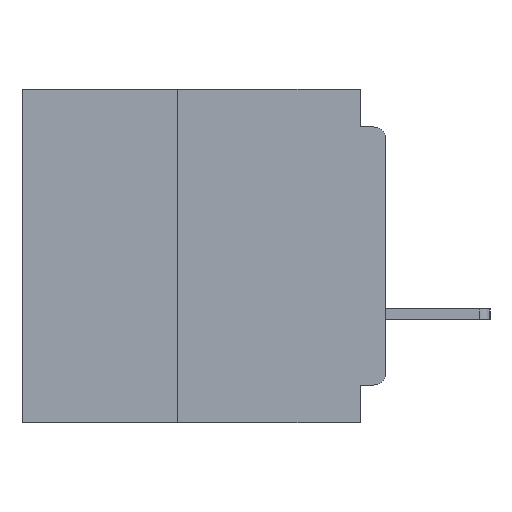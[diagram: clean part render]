
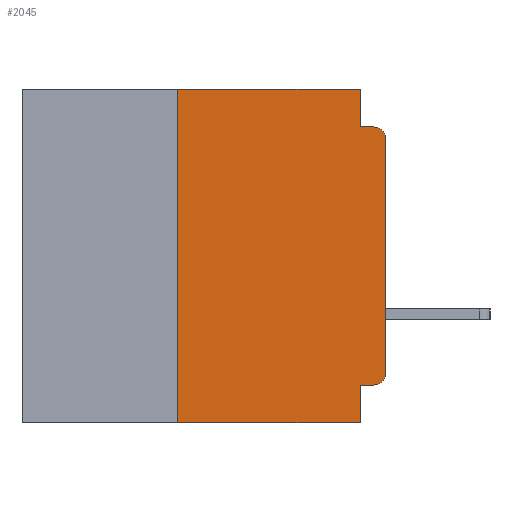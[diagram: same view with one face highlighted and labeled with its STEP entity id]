
A CAD part, left-side view. The second image highlights one B-rep face of the part: STEP entity #2045.
In plain terms, the highlighted planar face has unit normal (-1, 0, 0).
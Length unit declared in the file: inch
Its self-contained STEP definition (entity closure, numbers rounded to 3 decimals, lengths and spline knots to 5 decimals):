
#752 = CARTESIAN_POINT ( 'NONE',  ( 0., 0.437, 0. ) ) ;
#1265 = DIRECTION ( 'NONE',  ( 0., 0., -1. ) ) ;
#1328 = AXIS2_PLACEMENT_3D ( 'NONE', #15029, #13849, #13786 ) ;
#1557 = ORIENTED_EDGE ( 'NONE', *, *, #34143, .F. ) ;
#1894 = ORIENTED_EDGE ( 'NONE', *, *, #15432, .F. ) ;
#2045 = ADVANCED_FACE ( 'NONE', ( #43055 ), #13936, .F. ) ;
#2159 = LINE ( 'NONE', #752, #56601 ) ;
#5963 = VECTOR ( 'NONE', #56801, 39.37008 ) ;
#6035 = CARTESIAN_POINT ( 'NONE',  ( 0., 0.25, -0.4 ) ) ;
#6428 = VECTOR ( 'NONE', #35004, 39.37008 ) ;
#6585 = DIRECTION ( 'NONE',  ( 0., 0., 1. ) ) ;
#9864 = CARTESIAN_POINT ( 'NONE',  ( 0., 0.031, -0.4 ) ) ;
#9891 = CARTESIAN_POINT ( 'NONE',  ( 0., 0.015, -0.06 ) ) ;
#10613 = AXIS2_PLACEMENT_3D ( 'NONE', #9891, #45681, #15024 ) ;
#10982 = VERTEX_POINT ( 'NONE', #63394 ) ;
#11026 = CARTESIAN_POINT ( 'NONE',  ( 0., 0.015, -0.045 ) ) ;
#13786 = DIRECTION ( 'NONE',  ( 0., 0., -1. ) ) ;
#13849 = DIRECTION ( 'NONE',  ( 1., 0., 0. ) ) ;
#13936 = PLANE ( 'NONE',  #1328 ) ;
#14463 = CARTESIAN_POINT ( 'NONE',  ( 0., 0.031, 0. ) ) ;
#15024 = DIRECTION ( 'NONE',  ( 0., 0., -1. ) ) ;
#15029 = CARTESIAN_POINT ( 'NONE',  ( 0., 0.437, 0. ) ) ;
#15432 = EDGE_CURVE ( 'NONE', #27055, #62103, #24029, .T. ) ;
#17562 = DIRECTION ( 'NONE',  ( 0., 0., -1. ) ) ;
#21732 = VERTEX_POINT ( 'NONE', #29747 ) ;
#22692 = EDGE_CURVE ( 'NONE', #62103, #56563, #65002, .T. ) ;
#23742 = VERTEX_POINT ( 'NONE', #32594 ) ;
#24029 = LINE ( 'NONE', #34822, #51306 ) ;
#25216 = VERTEX_POINT ( 'NONE', #11026 ) ;
#25837 = DIRECTION ( 'NONE',  ( 0., -1., 0. ) ) ;
#27055 = VERTEX_POINT ( 'NONE', #52198 ) ;
#29747 = CARTESIAN_POINT ( 'NONE',  ( 0., 0.25, 0. ) ) ;
#31227 = CARTESIAN_POINT ( 'NONE',  ( 0., 0., -0.045 ) ) ;
#31385 = LINE ( 'NONE', #37615, #57039 ) ;
#31883 = DIRECTION ( 'NONE',  ( -1., 0., 0. ) ) ;
#32594 = CARTESIAN_POINT ( 'NONE',  ( 0., 0.031, 0. ) ) ;
#33089 = ORIENTED_EDGE ( 'NONE', *, *, #65106, .T. ) ;
#34143 = EDGE_CURVE ( 'NONE', #23742, #10982, #62378, .T. ) ;
#34822 = CARTESIAN_POINT ( 'NONE',  ( 0., 0., -0.355 ) ) ;
#35004 = DIRECTION ( 'NONE',  ( 0., 0., -1. ) ) ;
#35505 = EDGE_LOOP ( 'NONE', ( #47229, #33089, #46893, #1557, #62142, #40063, #49886, #62562, #1894, #65837 ) ) ;
#36090 = EDGE_CURVE ( 'NONE', #10982, #25216, #65334, .T. ) ;
#36511 = DIRECTION ( 'NONE',  ( 0., -1., 0. ) ) ;
#37615 = CARTESIAN_POINT ( 'NONE',  ( 0., 0.437, -0.4 ) ) ;
#38233 = VECTOR ( 'NONE', #25837, 39.37008 ) ;
#40063 = ORIENTED_EDGE ( 'NONE', *, *, #60833, .F. ) ;
#40650 = VERTEX_POINT ( 'NONE', #51857 ) ;
#40704 = EDGE_CURVE ( 'NONE', #27055, #51522, #48056, .T. ) ;
#42410 = VECTOR ( 'NONE', #6585, 39.37008 ) ;
#43055 = FACE_OUTER_BOUND ( 'NONE', #35505, .T. ) ;
#43092 = CARTESIAN_POINT ( 'NONE',  ( 0., 0.031, -0.4 ) ) ;
#44538 = CIRCLE ( 'NONE', #10613, 0.015 ) ;
#45681 = DIRECTION ( 'NONE',  ( -1., 0., 0. ) ) ;
#46780 = LINE ( 'NONE', #51665, #5963 ) ;
#46893 = ORIENTED_EDGE ( 'NONE', *, *, #36090, .F. ) ;
#47229 = ORIENTED_EDGE ( 'NONE', *, *, #48879, .T. ) ;
#47947 = DIRECTION ( 'NONE',  ( 0., -1., 0. ) ) ;
#48056 = CIRCLE ( 'NONE', #53080, 0.015 ) ;
#48879 = EDGE_CURVE ( 'NONE', #51522, #40650, #55975, .T. ) ;
#49886 = ORIENTED_EDGE ( 'NONE', *, *, #53352, .T. ) ;
#51306 = VECTOR ( 'NONE', #60501, 39.37008 ) ;
#51481 = CARTESIAN_POINT ( 'NONE',  ( 0., 0., -0.34 ) ) ;
#51522 = VERTEX_POINT ( 'NONE', #51481 ) ;
#51665 = CARTESIAN_POINT ( 'NONE',  ( 0., 0.25, -0.4 ) ) ;
#51857 = CARTESIAN_POINT ( 'NONE',  ( 0., 0., -0.06 ) ) ;
#52198 = CARTESIAN_POINT ( 'NONE',  ( 0., 0.015, -0.355 ) ) ;
#53080 = AXIS2_PLACEMENT_3D ( 'NONE', #62495, #31883, #1265 ) ;
#53352 = EDGE_CURVE ( 'NONE', #60875, #56563, #31385, .T. ) ;
#54085 = CARTESIAN_POINT ( 'NONE',  ( 0., 0.031, -0.355 ) ) ;
#55975 = LINE ( 'NONE', #57564, #42410 ) ;
#56563 = VERTEX_POINT ( 'NONE', #9864 ) ;
#56601 = VECTOR ( 'NONE', #36511, 39.37008 ) ;
#56801 = DIRECTION ( 'NONE',  ( 0., 0., 1. ) ) ;
#57039 = VECTOR ( 'NONE', #47947, 39.37008 ) ;
#57564 = CARTESIAN_POINT ( 'NONE',  ( 0., 0., 0. ) ) ;
#60501 = DIRECTION ( 'NONE',  ( 0., 1., 0. ) ) ;
#60833 = EDGE_CURVE ( 'NONE', #60875, #21732, #46780, .T. ) ;
#60875 = VERTEX_POINT ( 'NONE', #6035 ) ;
#62103 = VERTEX_POINT ( 'NONE', #54085 ) ;
#62142 = ORIENTED_EDGE ( 'NONE', *, *, #64715, .F. ) ;
#62378 = LINE ( 'NONE', #14463, #6428 ) ;
#62495 = CARTESIAN_POINT ( 'NONE',  ( 0., 0.015, -0.34 ) ) ;
#62562 = ORIENTED_EDGE ( 'NONE', *, *, #22692, .F. ) ;
#63394 = CARTESIAN_POINT ( 'NONE',  ( 0., 0.031, -0.045 ) ) ;
#63442 = VECTOR ( 'NONE', #17562, 39.37008 ) ;
#64715 = EDGE_CURVE ( 'NONE', #21732, #23742, #2159, .T. ) ;
#65002 = LINE ( 'NONE', #43092, #63442 ) ;
#65106 = EDGE_CURVE ( 'NONE', #40650, #25216, #44538, .T. ) ;
#65334 = LINE ( 'NONE', #31227, #38233 ) ;
#65837 = ORIENTED_EDGE ( 'NONE', *, *, #40704, .T. ) ;
